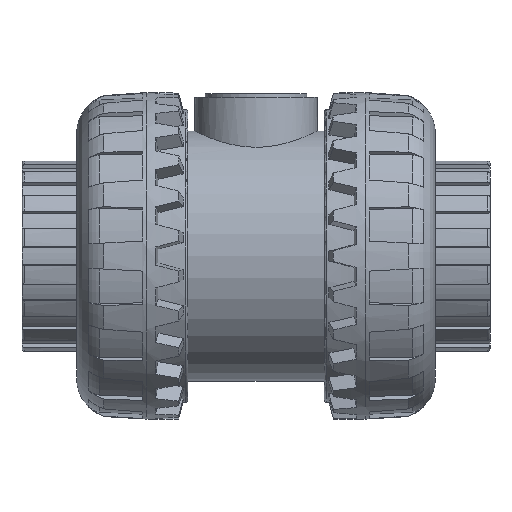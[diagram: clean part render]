
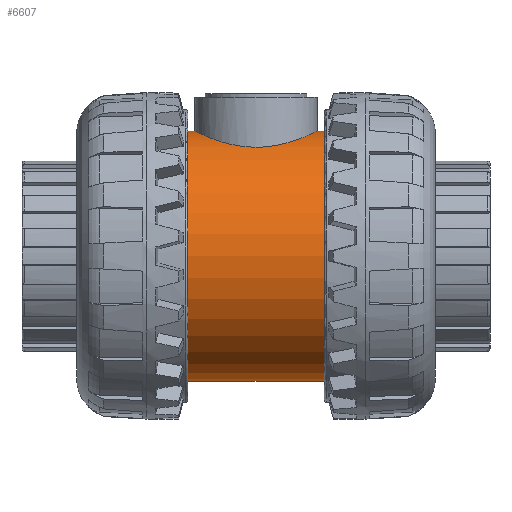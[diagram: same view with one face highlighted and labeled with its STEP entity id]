
A CAD part, front view. The second image highlights one B-rep face of the part: STEP entity #6607.
In plain terms, the highlighted cylindrical face has radius 27.5 mm (diameter 55 mm), a full revolution.
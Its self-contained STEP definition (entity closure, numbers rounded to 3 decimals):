
#1377=B_SPLINE_CURVE_WITH_KNOTS($,3,(#10031,#10032,#10033,#10034,#10035,
#10036,#10037,#10038,#10039,#10040,#10041,#10042,#10043,#10044,#10045,#10046,
#10047,#10048,#10049,#10050,#10051,#10052,#10053,#10054,#10055,#10056,#10057,
#10058,#10059,#10060,#10061,#10062,#10063,#10064,#10065,#10066,#10067,#10068,
#10069,#10070,#10071,#10072,#10073,#10074,#10075,#10076,#10077,#10078,#10079,
#10080),.UNSPECIFIED.,.T.,.F.,(4,2,2,2,2,2,2,2,2,2,2,2,2,2,2,2,2,2,2,2,
2,2,2,2,4),(0.,0.26,0.519,1.038,1.556,
1.815,2.074,2.333,2.592,3.11,
3.629,3.888,4.148,4.408,4.667,
5.186,5.704,5.963,6.222,6.481,
6.74,7.258,7.777,8.036,8.296),
 .UNSPECIFIED.);
#1446=FACE_BOUND($,#1865,.T.);
#1447=FACE_BOUND($,#1866,.T.);
#1448=FACE_BOUND($,#1867,.T.);
#1865=EDGE_LOOP($,(#4440));
#1866=EDGE_LOOP($,(#4441));
#1867=EDGE_LOOP($,(#4442));
#2277=CIRCLE($,#7000,27.5);
#2278=CIRCLE($,#7002,27.5);
#2664=VERTEX_POINT($,#10030);
#2665=VERTEX_POINT($,#10083);
#2666=VERTEX_POINT($,#10086);
#3378=EDGE_CURVE($,#2664,#2664,#1377,.T.);
#3379=EDGE_CURVE($,#2665,#2665,#2277,.T.);
#3380=EDGE_CURVE($,#2666,#2666,#2278,.T.);
#4440=ORIENTED_EDGE($,*,*,#3378,.T.);
#4441=ORIENTED_EDGE($,*,*,#3379,.F.);
#4442=ORIENTED_EDGE($,*,*,#3380,.F.);
#6551=CYLINDRICAL_SURFACE($,#7001,27.5);
#6607=ADVANCED_FACE($,(#1446,#1447,#1448),#6551,.T.);
#7000=AXIS2_PLACEMENT_3D($,#10084,#7887,#7888);
#7001=AXIS2_PLACEMENT_3D($,#10085,#7889,#7890);
#7002=AXIS2_PLACEMENT_3D($,#10087,#7891,#7892);
#7887=DIRECTION('center_axis',(-1.,0.,0.));
#7888=DIRECTION('ref_axis',(0.,-1.,0.));
#7889=DIRECTION('center_axis',(1.,0.,0.));
#7890=DIRECTION('ref_axis',(0.,-1.,0.));
#7891=DIRECTION('center_axis',(1.,0.,0.));
#7892=DIRECTION('ref_axis',(0.,-1.,0.));
#10030=CARTESIAN_POINT('',(0.,-13.5,23.958));
#10031=CARTESIAN_POINT('Ctrl Pts',(0.,-13.5,23.958));
#10032=CARTESIAN_POINT('Ctrl Pts',(-0.865,-13.5,23.958));
#10033=CARTESIAN_POINT('Ctrl Pts',(-1.754,-13.416,
24.007));
#10034=CARTESIAN_POINT('Ctrl Pts',(-3.511,-13.066,
24.198));
#10035=CARTESIAN_POINT('Ctrl Pts',(-4.379,-12.802,
24.342));
#10036=CARTESIAN_POINT('Ctrl Pts',(-6.865,-11.762,
24.87));
#10037=CARTESIAN_POINT('Ctrl Pts',(-8.362,-10.73,
25.352));
#10038=CARTESIAN_POINT('Ctrl Pts',(-10.727,-8.365,
26.227));
#10039=CARTESIAN_POINT('Ctrl Pts',(-11.762,-6.866,
26.683));
#10040=CARTESIAN_POINT('Ctrl Pts',(-12.802,-4.378,
27.162));
#10041=CARTESIAN_POINT('Ctrl Pts',(-13.067,-3.508,27.29));
#10042=CARTESIAN_POINT('Ctrl Pts',(-13.416,-1.751,
27.458));
#10043=CARTESIAN_POINT('Ctrl Pts',(-13.5,-0.863,27.5));
#10044=CARTESIAN_POINT('Ctrl Pts',(-13.5,0.863,27.5));
#10045=CARTESIAN_POINT('Ctrl Pts',(-13.416,1.751,27.458));
#10046=CARTESIAN_POINT('Ctrl Pts',(-13.067,3.508,27.29));
#10047=CARTESIAN_POINT('Ctrl Pts',(-12.802,4.378,27.162));
#10048=CARTESIAN_POINT('Ctrl Pts',(-11.762,6.866,26.683));
#10049=CARTESIAN_POINT('Ctrl Pts',(-10.727,8.365,26.227));
#10050=CARTESIAN_POINT('Ctrl Pts',(-8.362,10.73,25.352));
#10051=CARTESIAN_POINT('Ctrl Pts',(-6.865,11.762,24.87));
#10052=CARTESIAN_POINT('Ctrl Pts',(-4.379,12.802,24.342));
#10053=CARTESIAN_POINT('Ctrl Pts',(-3.511,13.066,24.198));
#10054=CARTESIAN_POINT('Ctrl Pts',(-1.754,13.416,24.007));
#10055=CARTESIAN_POINT('Ctrl Pts',(-0.865,13.5,23.958));
#10056=CARTESIAN_POINT('Ctrl Pts',(0.865,13.5,23.958));
#10057=CARTESIAN_POINT('Ctrl Pts',(1.754,13.416,24.007));
#10058=CARTESIAN_POINT('Ctrl Pts',(3.511,13.066,24.198));
#10059=CARTESIAN_POINT('Ctrl Pts',(4.379,12.802,24.342));
#10060=CARTESIAN_POINT('Ctrl Pts',(6.865,11.762,24.87));
#10061=CARTESIAN_POINT('Ctrl Pts',(8.362,10.73,25.352));
#10062=CARTESIAN_POINT('Ctrl Pts',(10.727,8.365,26.227));
#10063=CARTESIAN_POINT('Ctrl Pts',(11.762,6.866,26.683));
#10064=CARTESIAN_POINT('Ctrl Pts',(12.802,4.378,27.162));
#10065=CARTESIAN_POINT('Ctrl Pts',(13.067,3.508,27.29));
#10066=CARTESIAN_POINT('Ctrl Pts',(13.416,1.751,27.458));
#10067=CARTESIAN_POINT('Ctrl Pts',(13.5,0.863,27.5));
#10068=CARTESIAN_POINT('Ctrl Pts',(13.5,-0.863,27.5));
#10069=CARTESIAN_POINT('Ctrl Pts',(13.416,-1.751,27.458));
#10070=CARTESIAN_POINT('Ctrl Pts',(13.067,-3.508,27.29));
#10071=CARTESIAN_POINT('Ctrl Pts',(12.802,-4.378,27.162));
#10072=CARTESIAN_POINT('Ctrl Pts',(11.762,-6.866,26.683));
#10073=CARTESIAN_POINT('Ctrl Pts',(10.727,-8.365,26.227));
#10074=CARTESIAN_POINT('Ctrl Pts',(8.362,-10.73,25.352));
#10075=CARTESIAN_POINT('Ctrl Pts',(6.865,-11.762,24.87));
#10076=CARTESIAN_POINT('Ctrl Pts',(4.379,-12.802,24.342));
#10077=CARTESIAN_POINT('Ctrl Pts',(3.511,-13.066,24.198));
#10078=CARTESIAN_POINT('Ctrl Pts',(1.754,-13.416,24.007));
#10079=CARTESIAN_POINT('Ctrl Pts',(0.865,-13.5,23.958));
#10080=CARTESIAN_POINT('Ctrl Pts',(0.,-13.5,23.958));
#10083=CARTESIAN_POINT('',(-26.5,27.5,0.));
#10084=CARTESIAN_POINT('Origin',(-26.5,0.,0.));
#10085=CARTESIAN_POINT('Origin',(0.,0.,0.));
#10086=CARTESIAN_POINT('',(26.5,27.5,0.));
#10087=CARTESIAN_POINT('Origin',(26.5,0.,0.));
